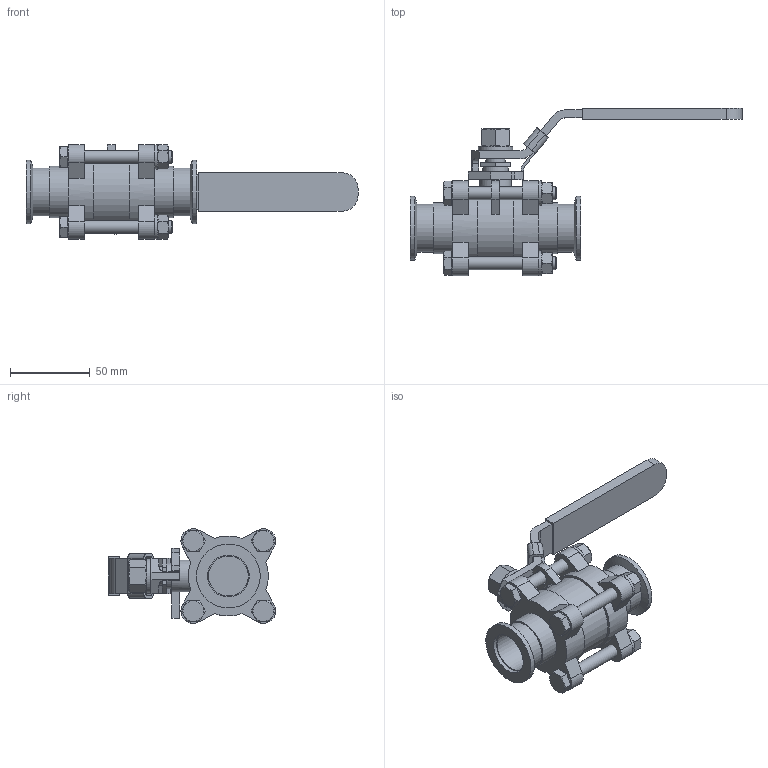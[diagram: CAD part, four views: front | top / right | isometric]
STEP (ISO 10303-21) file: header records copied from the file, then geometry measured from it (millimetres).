
FILE_DESCRIPTION (( 'STEP AP214' ), '1' );
FILE_NAME ('FULLVAC VQ1KF25.STEP', '2019-03-26T11:16:00', ( '' ), ( '' ), 'SwSTEP 2.0', 'SolidWorks 2017', '' );
FILE_SCHEMA (( 'AUTOMOTIVE_DESIGN' ));
Length unit declared in the file: millimetre
Products named in the file (1): FULLVAC VQ1KF25
Bounding box: 207.8 x 104.81 x 59.34 mm (x, y, z)
Volume: 195680.2 mm3; surface area: 61027.2 mm2
Topology: 16 solids, 16 shells, 479 faces, 1140 edges, 718 vertices
Faces by surface type: plane 271, cone 103, cylinder 71, torus 20, bspline 14
Full cylindrical faces by diameter (mm): 8 x8, 9.5 x1, 10.2 x1, 12 x3, 13 x4, 16 x1, 20 x1, 25 x2, 26.2 x2, 30 x2, 32 x2, 40 x2, 47 x1, 50 x2
Entity records: 14888 total; most frequent: CARTESIAN_POINT 4193, ORIENTED_EDGE 2156, DIRECTION 2063, EDGE_CURVE 1078, AXIS2_PLACEMENT_3D 768, VERTEX_POINT 703, EDGE_LOOP 567, VECTOR 527
